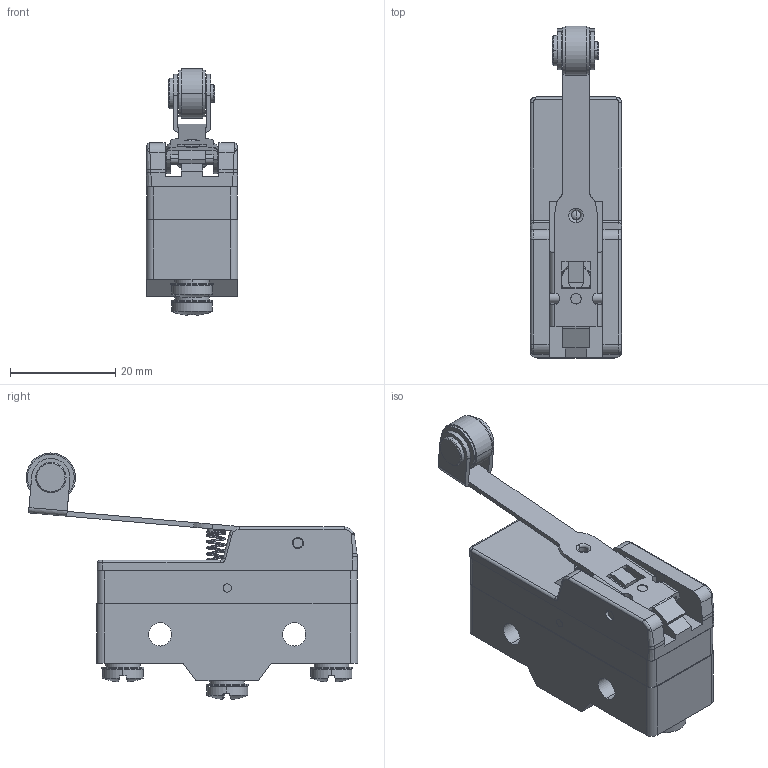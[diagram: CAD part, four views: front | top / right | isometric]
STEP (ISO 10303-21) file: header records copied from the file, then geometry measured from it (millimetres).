
FILE_DESCRIPTION(/* description */ (''),/* implementation_level */ '2;1');
FILE_NAME(/* name */ 'CM-1703.stp',/* time_stamp */ '2022-11-02T09:56:24+08:00',/* author */ (''),/* organization */ (''),/* preprocessor_version */ 'ST-DEVELOPER v16.7',/* originating_system */ 'SIEMENS PLM Software NX 12.0',/* authorisation */ '');
FILE_SCHEMA (('AUTOMOTIVE_DESIGN { 1 0 10303 214 3 1 1 1 }'));
Products named in the file (1): Admi1E24C2C1p8re
Bounding box: 17.48 x 63.13 x 46.86 mm (x, y, z)
Volume: 14443.9 mm3; surface area: 14743.4 mm2
Topology: 18 solids, 18 shells, 1787 faces, 4827 edges, 3104 vertices
Faces by surface type: cylinder 789, plane 764, cone 150, bspline 64, sphere 12, torus 8
Entity records: 74193 total; most frequent: CARTESIAN_POINT 28251, ORIENTED_EDGE 9630, DIRECTION 9231, EDGE_CURVE 4815, AXIS2_PLACEMENT_3D 3307, VERTEX_POINT 3104, LINE 2617, VECTOR 2617
